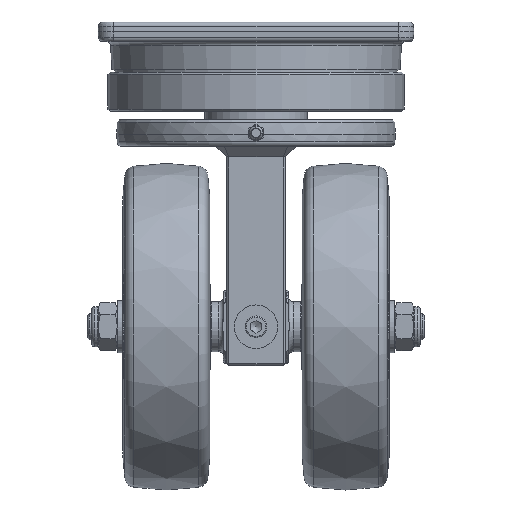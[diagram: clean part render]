
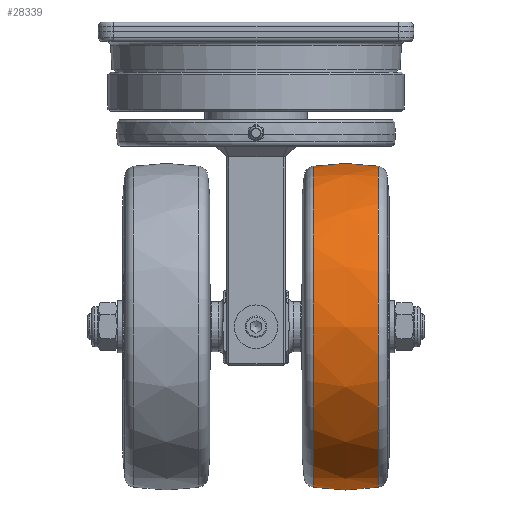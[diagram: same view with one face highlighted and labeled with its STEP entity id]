
A CAD part, left-side view. The second image highlights one B-rep face of the part: STEP entity #28339.
In plain terms, the highlighted free-form (B-spline) face has degree [2, 2] with [3, 9] control points.
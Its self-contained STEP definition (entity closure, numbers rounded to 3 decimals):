
#42=(
BOUNDED_SURFACE()
B_SPLINE_SURFACE(2,2,((#43147,#43148,#43149,#43150,#43151,#43152,#43153,
#43154,#43155),(#43156,#43157,#43158,#43159,#43160,#43161,#43162,#43163,
#43164),(#43165,#43166,#43167,#43168,#43169,#43170,#43171,#43172,#43173)),
 .UNSPECIFIED.,.F.,.T.,.F.)
B_SPLINE_SURFACE_WITH_KNOTS((3,3),(3,2,2,2,3),(-0.167,0.167),
(-3.142,-1.571,0.,1.571,3.142),
 .UNSPECIFIED.)
GEOMETRIC_REPRESENTATION_ITEM()
RATIONAL_B_SPLINE_SURFACE(((1.,0.707,1.,0.707,1.,
0.707,1.,0.707,1.),(0.986,0.697,
0.986,0.697,0.986,0.697,
0.986,0.697,0.986),(1.,0.707,
1.,0.707,1.,0.707,1.,0.707,1.)))
REPRESENTATION_ITEM('')
SURFACE()
);
#6484=FACE_OUTER_BOUND('',#8087,.T.);
#8087=EDGE_LOOP('',(#19218,#19219,#19220,#19221,#19222,#19223));
#9558=CIRCLE('',#29909,73.749);
#9559=CIRCLE('',#29910,73.749);
#9561=CIRCLE('',#29912,73.749);
#9562=CIRCLE('',#29913,73.749);
#9563=CIRCLE('',#29914,90.);
#10921=VERTEX_POINT('',#43142);
#10922=VERTEX_POINT('',#43143);
#10923=VERTEX_POINT('',#43174);
#10924=VERTEX_POINT('',#43175);
#14059=EDGE_CURVE('',#10921,#10922,#9558,.T.);
#14060=EDGE_CURVE('',#10922,#10921,#9559,.T.);
#14062=EDGE_CURVE('',#10923,#10924,#9561,.T.);
#14063=EDGE_CURVE('',#10924,#10923,#9562,.T.);
#14064=EDGE_CURVE('',#10924,#10922,#9563,.T.);
#19218=ORIENTED_EDGE('',*,*,#14062,.F.);
#19219=ORIENTED_EDGE('',*,*,#14063,.F.);
#19220=ORIENTED_EDGE('',*,*,#14064,.T.);
#19221=ORIENTED_EDGE('',*,*,#14060,.T.);
#19222=ORIENTED_EDGE('',*,*,#14059,.T.);
#19223=ORIENTED_EDGE('',*,*,#14064,.F.);
#28339=ADVANCED_FACE('',(#6484),#42,.F.);
#29909=AXIS2_PLACEMENT_3D('',#43144,#32585,#32586);
#29910=AXIS2_PLACEMENT_3D('',#43145,#32587,#32588);
#29912=AXIS2_PLACEMENT_3D('',#43176,#32591,#32592);
#29913=AXIS2_PLACEMENT_3D('',#43177,#32593,#32594);
#29914=AXIS2_PLACEMENT_3D('',#43178,#32595,#32596);
#32585=DIRECTION('center_axis',(0.,1.,0.));
#32586=DIRECTION('ref_axis',(-1.,0.,0.));
#32587=DIRECTION('center_axis',(0.,1.,0.));
#32588=DIRECTION('ref_axis',(-1.,0.,0.));
#32591=DIRECTION('center_axis',(0.,1.,0.));
#32592=DIRECTION('ref_axis',(-1.,0.,0.));
#32593=DIRECTION('center_axis',(0.,1.,0.));
#32594=DIRECTION('ref_axis',(-1.,0.,0.));
#32595=DIRECTION('center_axis',(0.,0.,
-1.));
#32596=DIRECTION('ref_axis',(1.,0.,0.));
#43142=CARTESIAN_POINT('',(-38.749,-56.153,-140.));
#43143=CARTESIAN_POINT('',(108.749,-56.153,-140.));
#43144=CARTESIAN_POINT('Origin',(35.,-56.153,-140.));
#43145=CARTESIAN_POINT('Origin',(35.,-56.153,-140.));
#43147=CARTESIAN_POINT('Ctrl Pts',(108.749,-56.153,-140.));
#43148=CARTESIAN_POINT('Ctrl Pts',(108.749,-56.153,-213.749));
#43149=CARTESIAN_POINT('Ctrl Pts',(35.,-56.153,-213.749));
#43150=CARTESIAN_POINT('Ctrl Pts',(-38.749,-56.153,
-213.749));
#43151=CARTESIAN_POINT('Ctrl Pts',(-38.749,-56.153,
-140.));
#43152=CARTESIAN_POINT('Ctrl Pts',(-38.749,-56.153,
-66.251));
#43153=CARTESIAN_POINT('Ctrl Pts',(35.,-56.153,-66.251));
#43154=CARTESIAN_POINT('Ctrl Pts',(108.749,-56.153,-66.251));
#43155=CARTESIAN_POINT('Ctrl Pts',(108.749,-56.153,-140.));
#43156=CARTESIAN_POINT('Ctrl Pts',(111.268,-41.2,-140.));
#43157=CARTESIAN_POINT('Ctrl Pts',(111.268,-41.2,-216.268));
#43158=CARTESIAN_POINT('Ctrl Pts',(35.,-41.2,-216.268));
#43159=CARTESIAN_POINT('Ctrl Pts',(-41.268,-41.2,
-216.268));
#43160=CARTESIAN_POINT('Ctrl Pts',(-41.268,-41.2,
-140.));
#43161=CARTESIAN_POINT('Ctrl Pts',(-41.268,-41.2,
-63.732));
#43162=CARTESIAN_POINT('Ctrl Pts',(35.,-41.2,-63.732));
#43163=CARTESIAN_POINT('Ctrl Pts',(111.268,-41.2,-63.732));
#43164=CARTESIAN_POINT('Ctrl Pts',(111.268,-41.2,-140.));
#43165=CARTESIAN_POINT('Ctrl Pts',(108.749,-26.247,-140.));
#43166=CARTESIAN_POINT('Ctrl Pts',(108.749,-26.247,-213.749));
#43167=CARTESIAN_POINT('Ctrl Pts',(35.,-26.247,-213.749));
#43168=CARTESIAN_POINT('Ctrl Pts',(-38.749,-26.247,
-213.749));
#43169=CARTESIAN_POINT('Ctrl Pts',(-38.749,-26.247,-140.));
#43170=CARTESIAN_POINT('Ctrl Pts',(-38.749,-26.247,
-66.251));
#43171=CARTESIAN_POINT('Ctrl Pts',(35.,-26.247,-66.251));
#43172=CARTESIAN_POINT('Ctrl Pts',(108.749,-26.247,-66.251));
#43173=CARTESIAN_POINT('Ctrl Pts',(108.749,-26.247,-140.));
#43174=CARTESIAN_POINT('',(-38.749,-26.247,-140.));
#43175=CARTESIAN_POINT('',(108.749,-26.247,-140.));
#43176=CARTESIAN_POINT('Origin',(35.,-26.247,-140.));
#43177=CARTESIAN_POINT('Origin',(35.,-26.247,-140.));
#43178=CARTESIAN_POINT('Origin',(20.,-41.2,-140.));
